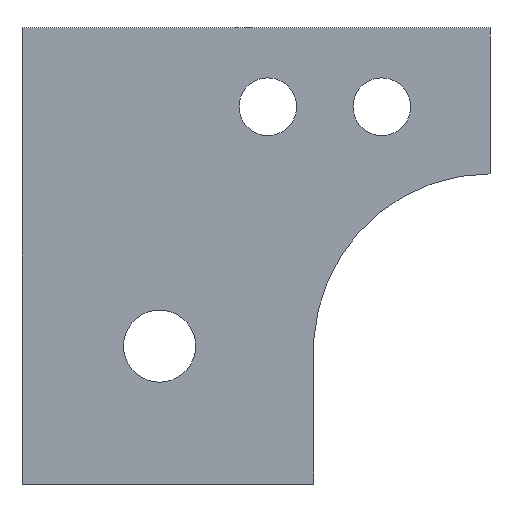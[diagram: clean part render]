
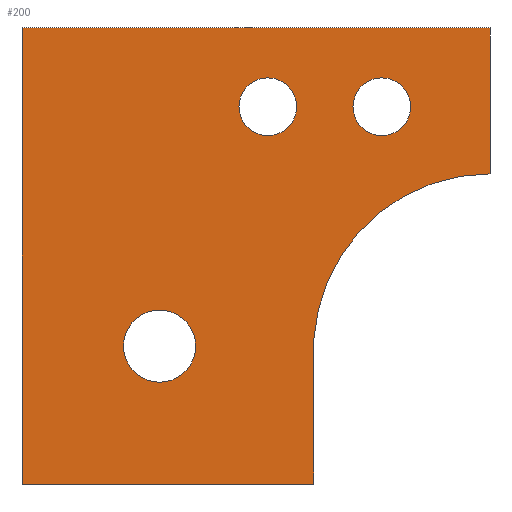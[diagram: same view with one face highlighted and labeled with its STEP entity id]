
A CAD part, left-side view. The second image highlights one B-rep face of the part: STEP entity #200.
In plain terms, the highlighted planar face has unit normal (-1, 0, 0).
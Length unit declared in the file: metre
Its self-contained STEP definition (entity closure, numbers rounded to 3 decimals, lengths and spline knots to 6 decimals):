
#13=CIRCLE('',#222,0.01227);
#17=CIRCLE('',#230,0.00201);
#18=CIRCLE('',#231,0.00251);
#19=CIRCLE('',#232,0.00201);
#57=ORIENTED_EDGE('',*,*,#93,.F.);
#58=ORIENTED_EDGE('',*,*,#94,.F.);
#59=ORIENTED_EDGE('',*,*,#89,.T.);
#60=ORIENTED_EDGE('',*,*,#86,.T.);
#61=ORIENTED_EDGE('',*,*,#83,.T.);
#62=ORIENTED_EDGE('',*,*,#80,.T.);
#63=ORIENTED_EDGE('',*,*,#77,.T.);
#64=ORIENTED_EDGE('',*,*,#74,.T.);
#65=ORIENTED_EDGE('',*,*,#95,.F.);
#74=EDGE_CURVE('',#99,#98,#116,.T.);
#77=EDGE_CURVE('',#101,#99,#119,.T.);
#80=EDGE_CURVE('',#103,#101,#122,.T.);
#83=EDGE_CURVE('',#105,#103,#13,.T.);
#86=EDGE_CURVE('',#107,#105,#126,.T.);
#89=EDGE_CURVE('',#98,#107,#129,.T.);
#93=EDGE_CURVE('',#111,#111,#17,.T.);
#94=EDGE_CURVE('',#112,#112,#18,.T.);
#95=EDGE_CURVE('',#113,#113,#19,.T.);
#98=VERTEX_POINT('',#298);
#99=VERTEX_POINT('',#300);
#101=VERTEX_POINT('',#306);
#103=VERTEX_POINT('',#312);
#105=VERTEX_POINT('',#318);
#107=VERTEX_POINT('',#324);
#111=VERTEX_POINT('',#338);
#112=VERTEX_POINT('',#340);
#113=VERTEX_POINT('',#342);
#116=LINE('',#299,#132);
#119=LINE('',#305,#135);
#122=LINE('',#311,#138);
#126=LINE('',#323,#142);
#129=LINE('',#328,#145);
#132=VECTOR('',#242,1.);
#135=VECTOR('',#247,1.);
#138=VECTOR('',#252,1.);
#142=VECTOR('',#264,1.);
#145=VECTOR('',#269,1.);
#156=EDGE_LOOP('',(#57));
#157=EDGE_LOOP('',(#58));
#158=EDGE_LOOP('',(#59,#60,#61,#62,#63,#64));
#159=EDGE_LOOP('',(#65));
#176=FACE_BOUND('',#156,.T.);
#177=FACE_BOUND('',#157,.T.);
#178=FACE_BOUND('',#158,.T.);
#179=FACE_BOUND('',#159,.T.);
#192=PLANE('',#229);
#200=ADVANCED_FACE('',(#176,#177,#178,#179),#192,.T.);
#222=AXIS2_PLACEMENT_3D('',#317,#258,#259);
#229=AXIS2_PLACEMENT_3D('',#336,#278,#279);
#230=AXIS2_PLACEMENT_3D('',#337,#280,#281);
#231=AXIS2_PLACEMENT_3D('',#339,#282,#283);
#232=AXIS2_PLACEMENT_3D('',#341,#284,#285);
#242=DIRECTION('',(0.,0.,-1.));
#247=DIRECTION('',(0.,1.,0.));
#252=DIRECTION('',(0.,0.,1.));
#258=DIRECTION('',(1.,0.,0.));
#259=DIRECTION('',(0.,0.,1.));
#264=DIRECTION('',(0.,0.,1.));
#269=DIRECTION('',(0.,-1.,0.));
#278=DIRECTION('',(-1.,0.,0.));
#279=DIRECTION('',(0.,0.,1.));
#280=DIRECTION('',(-1.,0.,0.));
#281=DIRECTION('',(0.,0.,1.));
#282=DIRECTION('',(-1.,0.,0.));
#283=DIRECTION('',(0.,0.,1.));
#284=DIRECTION('',(-1.,0.,0.));
#285=DIRECTION('',(0.,0.,1.));
#298=CARTESIAN_POINT('',(-0.00611,0.02032,0.034036));
#299=CARTESIAN_POINT('',(-0.00611,0.02032,0.034036));
#300=CARTESIAN_POINT('',(-0.00611,0.02032,0.065786));
#305=CARTESIAN_POINT('',(-0.00611,0.02032,0.065786));
#306=CARTESIAN_POINT('',(-0.00611,-0.012258,0.065786));
#311=CARTESIAN_POINT('',(-0.00611,-0.012258,0.065786));
#312=CARTESIAN_POINT('',(-0.00611,-0.012258,0.055626));
#317=CARTESIAN_POINT('',(-0.00611,-0.012243,0.043356));
#318=CARTESIAN_POINT('',(-0.00611,0.,0.044175));
#323=CARTESIAN_POINT('',(-0.00611,0.,0.044175));
#324=CARTESIAN_POINT('',(-0.00611,0.,0.034036));
#328=CARTESIAN_POINT('',(-0.00611,0.,0.034036));
#336=CARTESIAN_POINT('',(-0.00611,-0.012243,0.043356));
#337=CARTESIAN_POINT('',(-0.00611,-0.004727,0.060301));
#338=CARTESIAN_POINT('',(-0.00611,-0.004727,0.062311));
#339=CARTESIAN_POINT('',(-0.00611,0.010742,0.043636));
#340=CARTESIAN_POINT('',(-0.00611,0.010742,0.046146));
#341=CARTESIAN_POINT('',(-0.00611,0.00321,0.060301));
#342=CARTESIAN_POINT('',(-0.00611,0.00321,0.062311));
